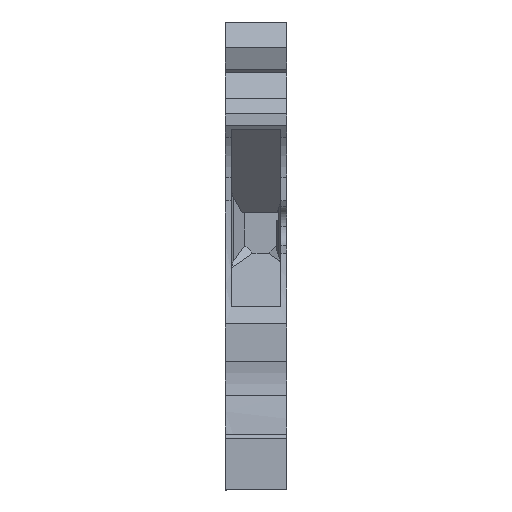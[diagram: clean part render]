
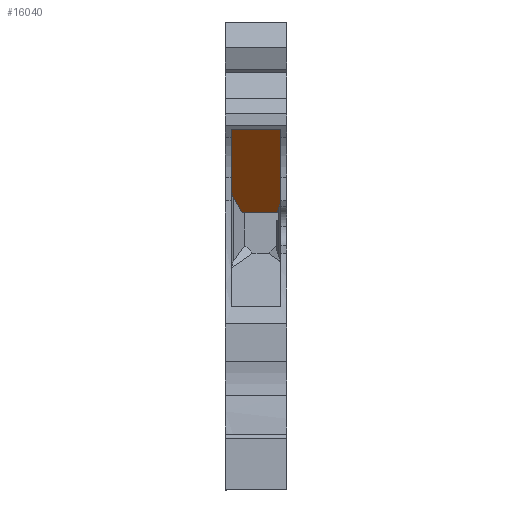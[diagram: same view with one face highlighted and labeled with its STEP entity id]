
A CAD part, front view. The second image highlights one B-rep face of the part: STEP entity #16040.
In plain terms, the highlighted face is planar.
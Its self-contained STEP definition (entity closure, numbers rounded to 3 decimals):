
#13960=CARTESIAN_POINT('',(14.689,13.765,
-0.25));
#13970=VERTEX_POINT('',#13960);
#14000=CARTESIAN_POINT('',(30.233,1.33,
-0.25));
#14010=DIRECTION('',(0.781,-0.625,
0.));
#14020=VECTOR('',#14010,1.);
#14030=LINE('',#14000,#14020);
#14040=CARTESIAN_POINT('',(7.281,19.691,
-0.25));
#14050=VERTEX_POINT('',#14040);
#14060=EDGE_CURVE('',#14050,#13970,#14030,.T.);
#15130=CARTESIAN_POINT('',(7.281,19.691,
-5.2));
#15140=VERTEX_POINT('',#15130);
#15170=CARTESIAN_POINT('',(30.233,1.33,
-5.2));
#15180=DIRECTION('',(-0.781,0.625,
0.));
#15190=VECTOR('',#15180,1.);
#15200=LINE('',#15170,#15190);
#15210=CARTESIAN_POINT('',(13.731,14.531,
-5.2));
#15220=VERTEX_POINT('',#15210);
#15230=EDGE_CURVE('',#15220,#15140,#15200,.T.);
#15490=CARTESIAN_POINT('',(16.049,12.677,
0.965));
#15500=DIRECTION('',(0.625,0.781,
0.));
#15510=DIRECTION('',(-0.781,0.625,
0.));
#15520=AXIS2_PLACEMENT_3D('',#15490,#15500,#15510);
#15530=PLANE('',#15520);
#15540=ORIENTED_EDGE('',*,*,#14060,.F.);
#15550=CARTESIAN_POINT('',(14.689,13.765,
-3.25));
#15560=DIRECTION('',(0.625,0.781,
0.));
#15570=DIRECTION('',(-0.781,0.625,
0.));
#15580=AXIS2_PLACEMENT_3D('',#15550,#15560,#15570);
#15590=ELLIPSE('',#15580,4.292,3.);
#15600=CARTESIAN_POINT('',(15.854,12.833,
-0.437));
#15610=VERTEX_POINT('',#15600);
#15620=EDGE_CURVE('',#13970,#15610,#15590,.T.);
#15630=ORIENTED_EDGE('',*,*,#15620,.F.);
#15640=CARTESIAN_POINT('',(31.786,0.088,
-5.724));
#15650=DIRECTION('',(-0.756,0.605,
0.251));
#15660=VECTOR('',#15650,1.);
#15670=LINE('',#15640,#15660);
#15680=CARTESIAN_POINT('',(16.417,12.383,
-0.624));
#15690=VERTEX_POINT('',#15680);
#15700=EDGE_CURVE('',#15690,#15610,#15670,.T.);
#15710=ORIENTED_EDGE('',*,*,#15700,.T.);
#15720=CARTESIAN_POINT('',(16.417,12.383,
0.));
#15730=DIRECTION('',(0.,0.,1.));
#15740=VECTOR('',#15730,1.);
#15750=LINE('',#15720,#15740);
#15760=CARTESIAN_POINT('',(16.417,12.383,
-4.122));
#15770=VERTEX_POINT('',#15760);
#15780=EDGE_CURVE('',#15770,#15690,#15750,.T.);
#15790=ORIENTED_EDGE('',*,*,#15780,.T.);
#15800=CARTESIAN_POINT('',(30.233,1.33,
3.018));
#15810=DIRECTION('',(-0.724,0.579,
-0.374));
#15820=VECTOR('',#15810,1.);
#15830=LINE('',#15800,#15820);
#15840=CARTESIAN_POINT('',(14.848,13.637,
-4.932));
#15850=VERTEX_POINT('',#15840);
#15860=EDGE_CURVE('',#15770,#15850,#15830,.T.);
#15870=ORIENTED_EDGE('',*,*,#15860,.F.);
#15880=CARTESIAN_POINT('',(13.731,14.531,
-3.2));
#15890=DIRECTION('',(0.625,0.781,
0.));
#15900=DIRECTION('',(-0.781,0.625,
0.));
#15910=AXIS2_PLACEMENT_3D('',#15880,#15890,#15900);
#15920=ELLIPSE('',#15910,2.862,2.);
#15930=EDGE_CURVE('',#15850,#15220,#15920,.T.);
#15940=ORIENTED_EDGE('',*,*,#15930,.F.);
#15950=ORIENTED_EDGE('',*,*,#15230,.F.);
#15960=CARTESIAN_POINT('',(7.281,19.691,
0.));
#15970=DIRECTION('',(0.,0.,1.));
#15980=VECTOR('',#15970,1.);
#15990=LINE('',#15960,#15980);
#16000=EDGE_CURVE('',#15140,#14050,#15990,.T.);
#16010=ORIENTED_EDGE('',*,*,#16000,.F.);
#16020=EDGE_LOOP('',(#16010,#15950,#15940,#15870,#15790,#15710,#15630,
#15540));
#16030=FACE_OUTER_BOUND('',#16020,.T.);
#16040=ADVANCED_FACE('',(#16030),#15530,.F.);
